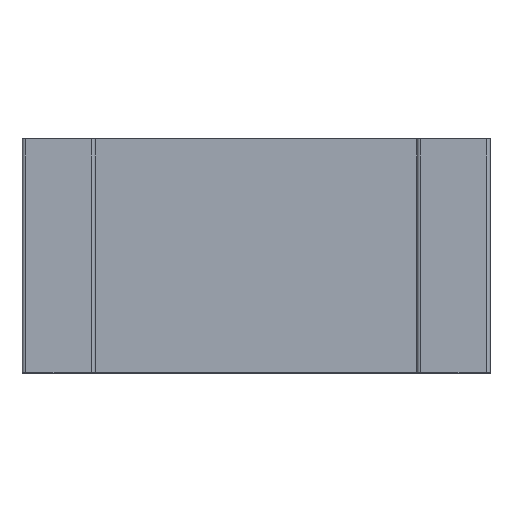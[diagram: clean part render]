
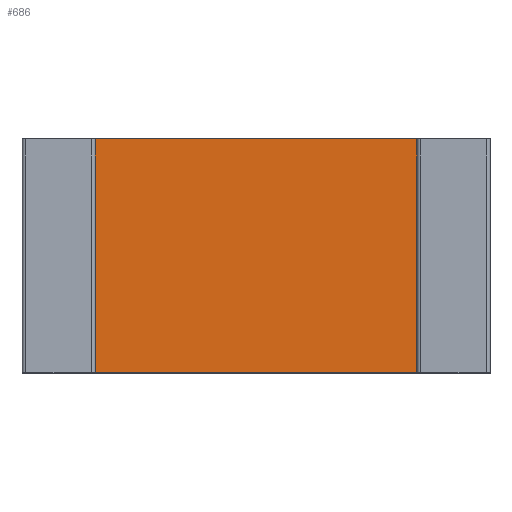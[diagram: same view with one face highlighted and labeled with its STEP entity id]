
A CAD part, top view. The second image highlights one B-rep face of the part: STEP entity #686.
In plain terms, the highlighted planar face has unit normal (0, 0, 1).
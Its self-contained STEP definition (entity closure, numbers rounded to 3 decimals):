
#430 = VERTEX_POINT('',#431);
#431 = CARTESIAN_POINT('',(-1.1,-0.8,0.55));
#437 = EDGE_CURVE('',#430,#438,#440,.T.);
#438 = VERTEX_POINT('',#439);
#439 = CARTESIAN_POINT('',(1.1,-0.8,0.55));
#440 = LINE('',#441,#442);
#441 = CARTESIAN_POINT('',(-1.1,-0.8,0.55));
#442 = VECTOR('',#443,1.);
#443 = DIRECTION('',(1.,0.,0.));
#519 = VERTEX_POINT('',#520);
#520 = CARTESIAN_POINT('',(-1.1,0.8,0.55));
#526 = EDGE_CURVE('',#519,#527,#529,.T.);
#527 = VERTEX_POINT('',#528);
#528 = CARTESIAN_POINT('',(1.1,0.8,0.55));
#529 = LINE('',#530,#531);
#530 = CARTESIAN_POINT('',(-1.1,0.8,0.55));
#531 = VECTOR('',#532,1.);
#532 = DIRECTION('',(1.,0.,0.));
#654 = EDGE_CURVE('',#430,#519,#655,.T.);
#655 = LINE('',#656,#657);
#656 = CARTESIAN_POINT('',(-1.1,-0.8,0.55));
#657 = VECTOR('',#658,1.);
#658 = DIRECTION('',(0.,1.,0.));
#676 = EDGE_CURVE('',#438,#527,#677,.T.);
#677 = LINE('',#678,#679);
#678 = CARTESIAN_POINT('',(1.1,-0.8,0.55));
#679 = VECTOR('',#680,1.);
#680 = DIRECTION('',(0.,1.,0.));
#686 = ADVANCED_FACE('',(#687),#693,.T.);
#687 = FACE_BOUND('',#688,.T.);
#688 = EDGE_LOOP('',(#689,#690,#691,#692));
#689 = ORIENTED_EDGE('',*,*,#654,.F.);
#690 = ORIENTED_EDGE('',*,*,#437,.T.);
#691 = ORIENTED_EDGE('',*,*,#676,.T.);
#692 = ORIENTED_EDGE('',*,*,#526,.F.);
#693 = PLANE('',#694);
#694 = AXIS2_PLACEMENT_3D('',#695,#696,#697);
#695 = CARTESIAN_POINT('',(-1.1,-0.8,0.55));
#696 = DIRECTION('',(0.,0.,1.));
#697 = DIRECTION('',(1.,0.,0.));
